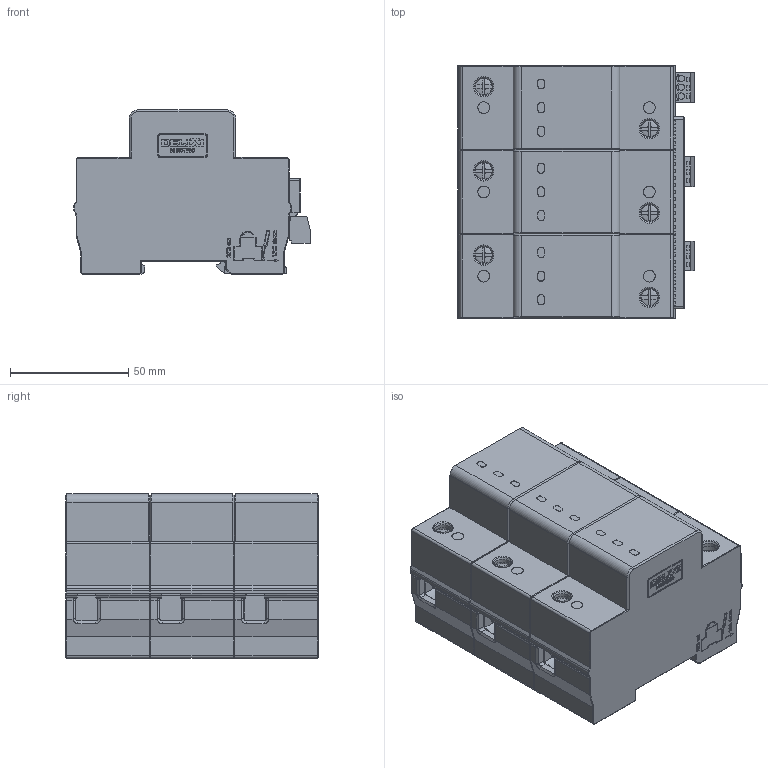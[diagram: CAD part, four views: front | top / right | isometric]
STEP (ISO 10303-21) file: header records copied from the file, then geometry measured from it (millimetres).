
FILE_DESCRIPTION((''),'2;1');
FILE_NAME('3PYX_SW0001','2025-06-18T',('weiren.liu'),(''),'PRO/ENGINEER BY PARAMETRIC TECHNOLOGY CORPORATION, 2017170','PRO/ENGINEER BY PARAMETRIC TECHNOLOGY CORPORATION, 2017170','');
FILE_SCHEMA(('CONFIG_CONTROL_DESIGN'));
Products named in the file (1): 3PYX_SW0001
Bounding box: 100 x 106.8 x 69.4 mm (x, y, z)
Volume: 182518.2 mm3; surface area: 171892.2 mm2
Topology: 1 solids, 15 shells, 6120 faces, 17693 edges, 11602 vertices
Faces by surface type: plane 4855, cylinder 894, torus 170, cone 111, bspline 66, sphere 24
Entity records: 222685 total; most frequent: CARTESIAN_POINT 60447, ORIENTED_EDGE 35374, DIRECTION 31532, EDGE_CURVE 17687, VECTOR 14316, LINE 14316, VERTEX_POINT 11602, AXIS2_PLACEMENT_3D 8608
